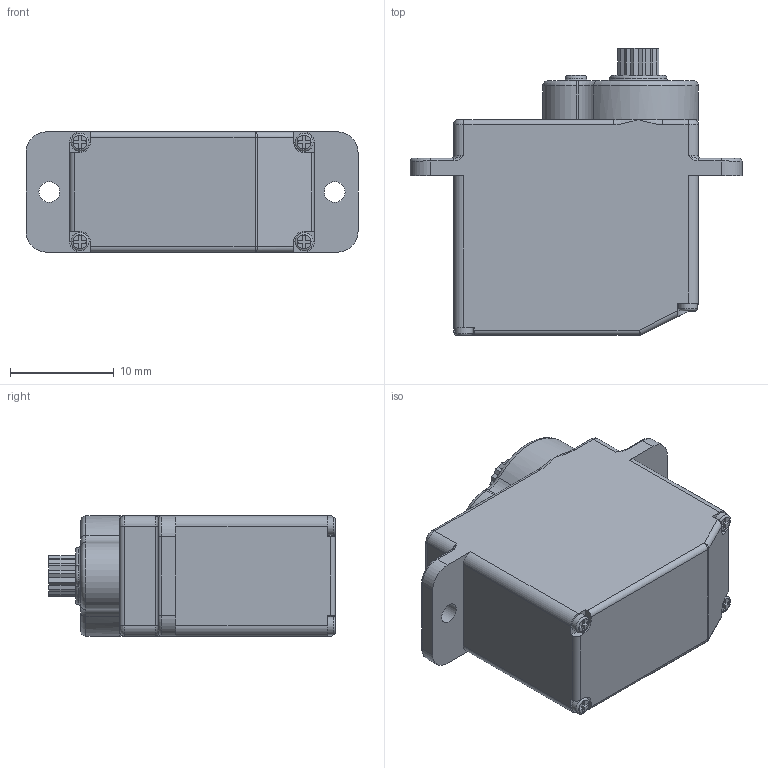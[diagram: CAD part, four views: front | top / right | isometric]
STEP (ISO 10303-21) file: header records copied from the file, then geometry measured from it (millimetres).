
FILE_DESCRIPTION(/* description */ (''),/* implementation_level */ '2;1');
FILE_NAME(/* name */ '8de7d0bf-555d-403b-9ab1-8610ac9a9035.zip.stp',/* time_stamp */ '2019-01-08T14:38:19+00:00',/* author */ (''),/* organization */ (''),/* preprocessor_version */ 'ST-DEVELOPER v17.2',/* originating_system */ 'Autodesk Translation Framework v7.6.0.251',/* authorisation */ '');
FILE_SCHEMA (('AUTOMOTIVE_DESIGN { 1 0 10303 214 3 1 1 }'));
Length unit declared in the file: millimetre
Products named in the file (1): Emax ES08A
Bounding box: 32 x 27.65 x 11.6 mm (x, y, z)
Volume: 6229.5 mm3; surface area: 2352.1 mm2
Topology: 1 solids, 1 shells, 243 faces, 661 edges, 420 vertices
Faces by surface type: plane 122, cylinder 83, torus 22, bspline 14, sphere 2
Full cylindrical faces by diameter (mm): 1.25 x1, 1.75 x4, 2 x2
Entity records: 8550 total; most frequent: CARTESIAN_POINT 2253, DIRECTION 1319, ORIENTED_EDGE 1298, EDGE_CURVE 649, AXIS2_PLACEMENT_3D 460, VERTEX_POINT 420, LINE 399, VECTOR 399
